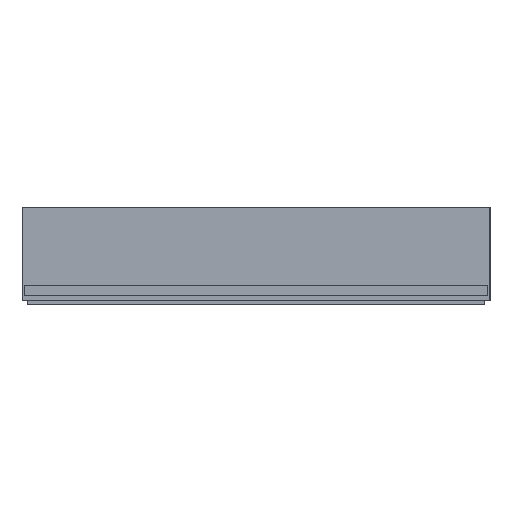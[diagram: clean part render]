
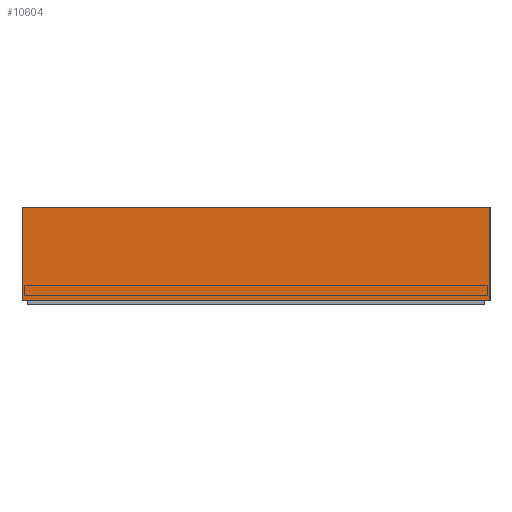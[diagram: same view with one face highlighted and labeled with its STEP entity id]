
A CAD part, left-side view. The second image highlights one B-rep face of the part: STEP entity #10604.
In plain terms, the highlighted planar face has unit normal (-1, 0, 0).
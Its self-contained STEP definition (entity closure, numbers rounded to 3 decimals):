
#868 = EDGE_CURVE ( 'NONE', #17307, #4967, #3557, .T. ) ;
#1388 = VERTEX_POINT ( 'NONE', #7179 ) ;
#2089 = DIRECTION ( 'NONE',  ( 1., 0., 0. ) ) ;
#2337 = LINE ( 'NONE', #8081, #18541 ) ;
#3488 = FACE_OUTER_BOUND ( 'NONE', #15975, .T. ) ;
#3557 = LINE ( 'NONE', #9314, #17485 ) ;
#3850 = LINE ( 'NONE', #9593, #11905 ) ;
#4776 = VECTOR ( 'NONE', #17161, 1000. ) ;
#4967 = VERTEX_POINT ( 'NONE', #17022 ) ;
#5698 = LINE ( 'NONE', #11429, #4776 ) ;
#7179 = CARTESIAN_POINT ( 'NONE',  ( 0., 0., -150. ) ) ;
#7391 = EDGE_CURVE ( 'NONE', #17307, #1388, #3850, .T. ) ;
#7827 = DIRECTION ( 'NONE',  ( 0., 0., -1. ) ) ;
#8081 = CARTESIAN_POINT ( 'NONE',  ( 0., 900.213, 0. ) ) ;
#8425 = CARTESIAN_POINT ( 'NONE',  ( 0., 0., 0. ) ) ;
#8557 = EDGE_CURVE ( 'NONE', #4967, #18129, #2337, .T. ) ;
#8891 = ORIENTED_EDGE ( 'NONE', *, *, #8557, .F. ) ;
#9248 = PLANE ( 'NONE',  #18289 ) ;
#9314 = CARTESIAN_POINT ( 'NONE',  ( 0., 750., -150. ) ) ;
#9593 = CARTESIAN_POINT ( 'NONE',  ( 0., 900.213, -150. ) ) ;
#10009 = EDGE_CURVE ( 'NONE', #1388, #18129, #5698, .T. ) ;
#10604 = ADVANCED_FACE ( 'NONE', ( #3488 ), #9248, .F. ) ;
#11119 = CARTESIAN_POINT ( 'NONE',  ( 0., 750., -150. ) ) ;
#11232 = ORIENTED_EDGE ( 'NONE', *, *, #10009, .T. ) ;
#11429 = CARTESIAN_POINT ( 'NONE',  ( 0., 0., -150. ) ) ;
#11905 = VECTOR ( 'NONE', #15327, 1000. ) ;
#12780 = ORIENTED_EDGE ( 'NONE', *, *, #868, .F. ) ;
#13808 = DIRECTION ( 'NONE',  ( 0., -1., 0. ) ) ;
#14979 = CARTESIAN_POINT ( 'NONE',  ( 0., 900.213, -150. ) ) ;
#15047 = DIRECTION ( 'NONE',  ( 0., 0., 1. ) ) ;
#15327 = DIRECTION ( 'NONE',  ( 0., -1., 0. ) ) ;
#15715 = ORIENTED_EDGE ( 'NONE', *, *, #7391, .T. ) ;
#15975 = EDGE_LOOP ( 'NONE', ( #12780, #15715, #11232, #8891 ) ) ;
#17022 = CARTESIAN_POINT ( 'NONE',  ( 0., 750., 0. ) ) ;
#17161 = DIRECTION ( 'NONE',  ( 0., 0., 1. ) ) ;
#17307 = VERTEX_POINT ( 'NONE', #11119 ) ;
#17485 = VECTOR ( 'NONE', #15047, 1000. ) ;
#18129 = VERTEX_POINT ( 'NONE', #8425 ) ;
#18289 = AXIS2_PLACEMENT_3D ( 'NONE', #14979, #2089, #7827 ) ;
#18541 = VECTOR ( 'NONE', #13808, 1000. ) ;
